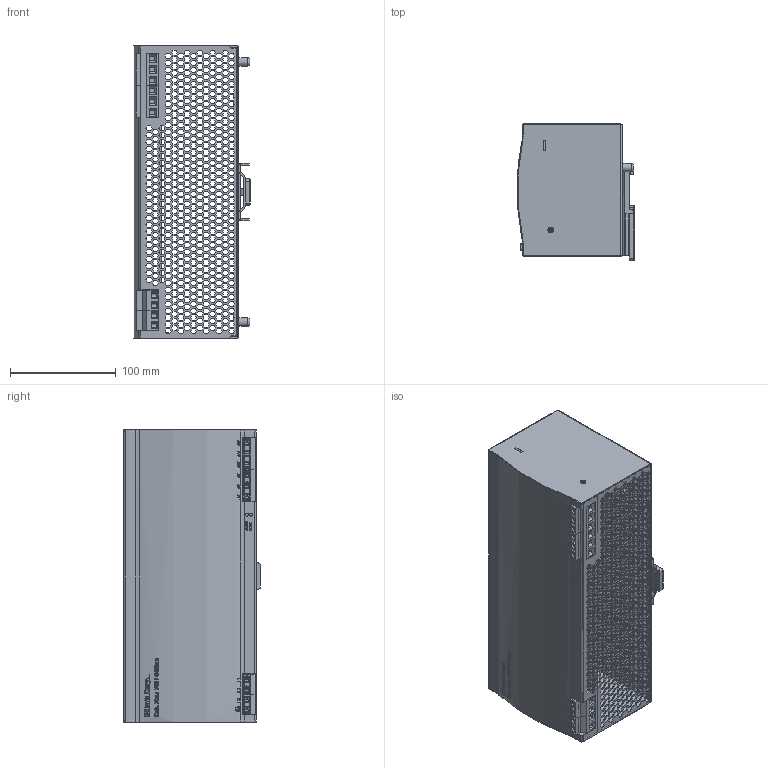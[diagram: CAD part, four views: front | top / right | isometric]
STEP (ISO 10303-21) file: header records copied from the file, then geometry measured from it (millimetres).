
FILE_DESCRIPTION((''),'2;1');
FILE_NAME('PST960.stp','2007-07-24T15:06:11',('Philipp'),(''),'Autodesk Inventor 2008','Autodesk Inventor 2008','');
FILE_SCHEMA(('AUTOMOTIVE_DESIGN { 1 0 10303 214 1 1 1 1 }'));
Length unit declared in the file: millimetre
Products named in the file (10): PST960; Sheetmetall_inside; Sheetmetall_outside; PCB; PC_board; Terminalblock2; Terminalblock3; railmount; Screw; Screw_terminalblock
Assembly tree (35 placements, depth 3):
  PST960
    Sheetmetall_inside
    Sheetmetall_outside
    PCB
      PC_board
      Terminalblock2  x2
      Terminalblock3  x2
    railmount
    Screw  x16
    Screw_terminalblock  x10
Bounding box: 110.34 x 129.1 x 276 mm (x, y, z)
Volume: 225230.4 mm3; surface area: 354160.9 mm2
Topology: 34 solids, 34 shells, 8791 faces, 25407 edges, 16825 vertices
Faces by surface type: plane 7985, cylinder 490, bspline 271, cone 42, torus 3
Full cylindrical faces by diameter (mm): 2 x10, 2.4 x2, 3.25 x16, 4 x4, 4.6 x1, 4.8 x16, 4.9 x1, 8 x2
Entity records: 266518 total; most frequent: CARTESIAN_POINT 53456, ORIENTED_EDGE 46238, DIRECTION 38477, EDGE_CURVE 23119, VECTOR 21713, LINE 21713, VERTEX_POINT 15429, EDGE_LOOP 10232
